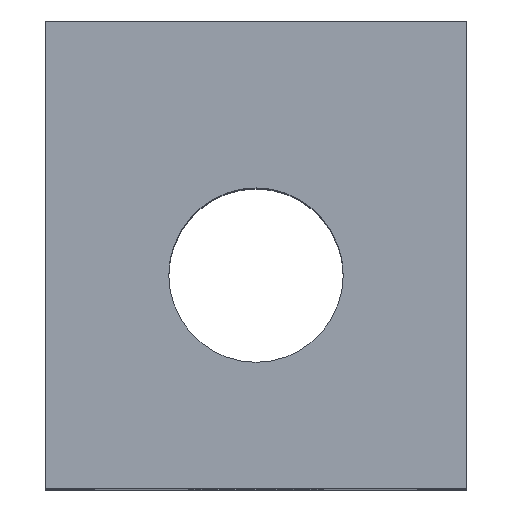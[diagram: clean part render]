
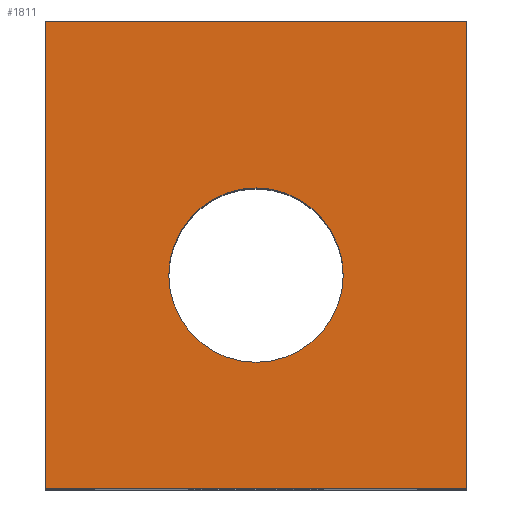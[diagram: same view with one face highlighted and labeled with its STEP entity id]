
A CAD part, top view. The second image highlights one B-rep face of the part: STEP entity #1811.
In plain terms, the highlighted planar face has unit normal (0, 0, 1).
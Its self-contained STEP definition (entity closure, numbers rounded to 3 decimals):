
#733=AXIS2_PLACEMENT_3D('Circle Axis2P3D',#731,#732,$) ;
#1794=AXIS2_PLACEMENT_3D('Plane Axis2P3D',#1791,#1792,#1793) ;
#1804=AXIS2_PLACEMENT_3D('Circle Axis2P3D',#1802,#1803,$) ;
#728=CARTESIAN_POINT('Vertex',(5.3,3.8,12.)) ;
#731=CARTESIAN_POINT('Axis2P3D Location',(3.75,3.8,12.)) ;
#735=CARTESIAN_POINT('Vertex',(2.2,3.8,12.)) ;
#856=CARTESIAN_POINT('Vertex',(0.,8.3,12.)) ;
#859=CARTESIAN_POINT('Line Origine',(3.75,8.3,12.)) ;
#863=CARTESIAN_POINT('Vertex',(7.5,8.3,12.)) ;
#915=CARTESIAN_POINT('Vertex',(0.,0.,12.)) ;
#918=CARTESIAN_POINT('Line Origine',(0.,4.15,12.)) ;
#1724=CARTESIAN_POINT('Vertex',(7.5,0.,12.)) ;
#1727=CARTESIAN_POINT('Line Origine',(3.75,0.,12.)) ;
#1759=CARTESIAN_POINT('Line Origine',(7.5,4.15,12.)) ;
#1791=CARTESIAN_POINT('Axis2P3D Location',(0.,8.3,12.)) ;
#1802=CARTESIAN_POINT('Axis2P3D Location',(3.75,3.8,12.)) ;
#732=DIRECTION('Axis2P3D Direction',(0.,0.,1.)) ;
#860=DIRECTION('Vector Direction',(1.,0.,0.)) ;
#919=DIRECTION('Vector Direction',(0.,-1.,0.)) ;
#1728=DIRECTION('Vector Direction',(1.,0.,0.)) ;
#1760=DIRECTION('Vector Direction',(0.,-1.,0.)) ;
#1792=DIRECTION('Axis2P3D Direction',(-0.,0.,1.)) ;
#1793=DIRECTION('Axis2P3D XDirection',(0.,-1.,0.)) ;
#1803=DIRECTION('Axis2P3D Direction',(-0.,0.,1.)) ;
#861=VECTOR('Line Direction',#860,1.) ;
#920=VECTOR('Line Direction',#919,1.) ;
#1729=VECTOR('Line Direction',#1728,1.) ;
#1761=VECTOR('Line Direction',#1760,1.) ;
#1797=ORIENTED_EDGE('',*,*,#1763,.T.) ;
#1798=ORIENTED_EDGE('',*,*,#865,.F.) ;
#1799=ORIENTED_EDGE('',*,*,#922,.F.) ;
#1800=ORIENTED_EDGE('',*,*,#1731,.T.) ;
#1808=ORIENTED_EDGE('',*,*,#737,.F.) ;
#1809=ORIENTED_EDGE('',*,*,#1806,.F.) ;
#1810=FACE_BOUND('',#1807,.T.) ;
#1811=ADVANCED_FACE('Housing',(#1801,#1810),#1795,.T.) ;
#734=CIRCLE('generated circle',#733,1.55) ;
#1805=CIRCLE('generated circle',#1804,1.55) ;
#737=EDGE_CURVE('',#729,#736,#734,.T.) ;
#865=EDGE_CURVE('',#857,#864,#862,.T.) ;
#922=EDGE_CURVE('',#916,#857,#921,.F.) ;
#1731=EDGE_CURVE('',#916,#1725,#1730,.T.) ;
#1763=EDGE_CURVE('',#1725,#864,#1762,.F.) ;
#1806=EDGE_CURVE('',#736,#729,#1805,.T.) ;
#1796=EDGE_LOOP('',(#1797,#1798,#1799,#1800)) ;
#1807=EDGE_LOOP('',(#1808,#1809)) ;
#1801=FACE_OUTER_BOUND('',#1796,.T.) ;
#862=LINE('Line',#859,#861) ;
#921=LINE('Line',#918,#920) ;
#1730=LINE('Line',#1727,#1729) ;
#1762=LINE('Line',#1759,#1761) ;
#1795=PLANE('',#1794) ;
#729=VERTEX_POINT('',#728) ;
#736=VERTEX_POINT('',#735) ;
#857=VERTEX_POINT('',#856) ;
#864=VERTEX_POINT('',#863) ;
#916=VERTEX_POINT('',#915) ;
#1725=VERTEX_POINT('',#1724) ;
